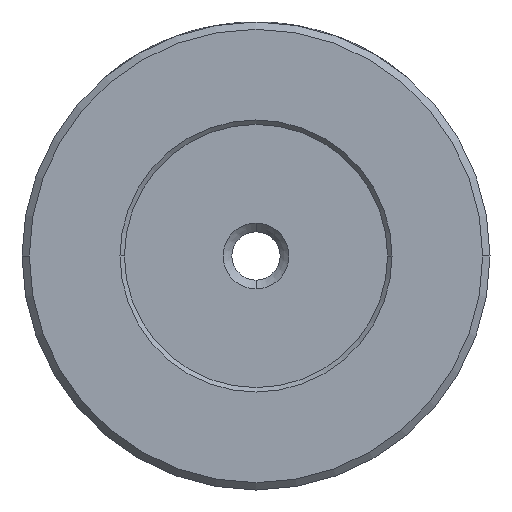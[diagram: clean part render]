
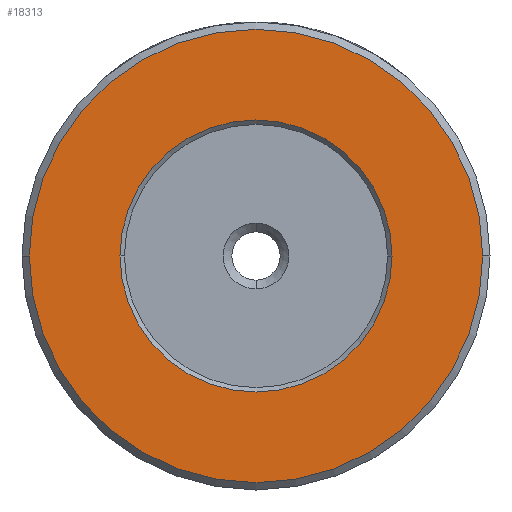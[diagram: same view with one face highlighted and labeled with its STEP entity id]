
A CAD part, left-side view. The second image highlights one B-rep face of the part: STEP entity #18313.
In plain terms, the highlighted planar face has unit normal (-1, 0, 0).
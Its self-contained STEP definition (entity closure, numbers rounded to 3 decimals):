
#996 = CIRCLE ( 'NONE', #3251, 9.3 ) ;
#1173 = AXIS2_PLACEMENT_3D ( 'NONE', #14891, #4098, #14544 ) ;
#1545 = EDGE_LOOP ( 'NONE', ( #14640, #22889 ) ) ;
#1821 = VERTEX_POINT ( 'NONE', #22033 ) ;
#2064 = FACE_BOUND ( 'NONE', #16238, .T. ) ;
#2107 = CARTESIAN_POINT ( 'NONE',  ( -22.126, -13.005, 0. ) ) ;
#2385 = VERTEX_POINT ( 'NONE', #11159 ) ;
#2542 = DIRECTION ( 'NONE',  ( -1., 0., 0. ) ) ;
#3251 = AXIS2_PLACEMENT_3D ( 'NONE', #6596, #15180, #14339 ) ;
#4098 = DIRECTION ( 'NONE',  ( 1., 0., 0. ) ) ;
#5203 = CARTESIAN_POINT ( 'NONE',  ( -22.126, 2.495, 0. ) ) ;
#5438 = CARTESIAN_POINT ( 'NONE',  ( -22.126, 2.495, 0. ) ) ;
#5857 = ORIENTED_EDGE ( 'NONE', *, *, #8415, .T. ) ;
#6596 = CARTESIAN_POINT ( 'NONE',  ( -22.126, 2.495, 0. ) ) ;
#7054 = ORIENTED_EDGE ( 'NONE', *, *, #8724, .T. ) ;
#7064 = DIRECTION ( 'NONE',  ( -1., 0., 0. ) ) ;
#7950 = AXIS2_PLACEMENT_3D ( 'NONE', #16622, #2542, #9705 ) ;
#8415 = EDGE_CURVE ( 'NONE', #2385, #1821, #18435, .T. ) ;
#8663 = CIRCLE ( 'NONE', #9797, 15.5 ) ;
#8724 = EDGE_CURVE ( 'NONE', #1821, #2385, #996, .T. ) ;
#8846 = DIRECTION ( 'NONE',  ( 0., -1., 0. ) ) ;
#9064 = DIRECTION ( 'NONE',  ( 0., -1., 0. ) ) ;
#9306 = EDGE_CURVE ( 'NONE', #19646, #10208, #8663, .T. ) ;
#9705 = DIRECTION ( 'NONE',  ( 0., 0., 1. ) ) ;
#9797 = AXIS2_PLACEMENT_3D ( 'NONE', #5203, #7064, #9064 ) ;
#10208 = VERTEX_POINT ( 'NONE', #12108 ) ;
#11159 = CARTESIAN_POINT ( 'NONE',  ( -22.126, -6.805, 0. ) ) ;
#12108 = CARTESIAN_POINT ( 'NONE',  ( -22.126, 17.995, 0. ) ) ;
#14282 = EDGE_CURVE ( 'NONE', #10208, #19646, #23064, .T. ) ;
#14339 = DIRECTION ( 'NONE',  ( 0., -1., 0. ) ) ;
#14544 = DIRECTION ( 'NONE',  ( 0., -1., 0. ) ) ;
#14640 = ORIENTED_EDGE ( 'NONE', *, *, #14282, .T. ) ;
#14891 = CARTESIAN_POINT ( 'NONE',  ( -22.126, 2.495, 0. ) ) ;
#15180 = DIRECTION ( 'NONE',  ( 1., 0., 0. ) ) ;
#16238 = EDGE_LOOP ( 'NONE', ( #5857, #7054 ) ) ;
#16622 = CARTESIAN_POINT ( 'NONE',  ( -22.126, 2.495, 0. ) ) ;
#16857 = PLANE ( 'NONE',  #7950 ) ;
#18313 = ADVANCED_FACE ( 'NONE', ( #2064, #18615 ), #16857, .T. ) ;
#18435 = CIRCLE ( 'NONE', #1173, 9.3 ) ;
#18615 = FACE_OUTER_BOUND ( 'NONE', #1545, .T. ) ;
#19646 = VERTEX_POINT ( 'NONE', #2107 ) ;
#19655 = DIRECTION ( 'NONE',  ( -1., 0., 0. ) ) ;
#21559 = AXIS2_PLACEMENT_3D ( 'NONE', #5438, #19655, #8846 ) ;
#22033 = CARTESIAN_POINT ( 'NONE',  ( -22.126, 11.795, 0. ) ) ;
#22889 = ORIENTED_EDGE ( 'NONE', *, *, #9306, .T. ) ;
#23064 = CIRCLE ( 'NONE', #21559, 15.5 ) ;
